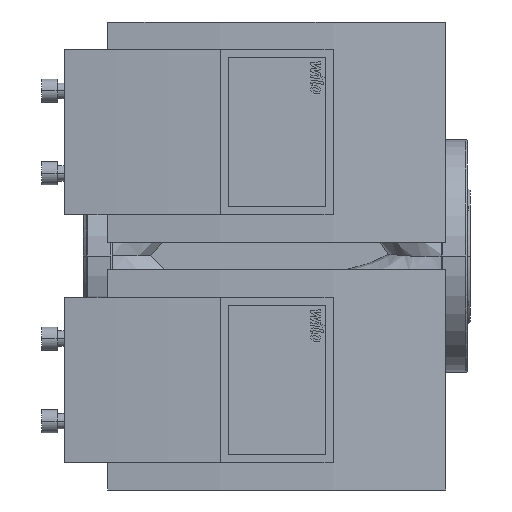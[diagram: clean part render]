
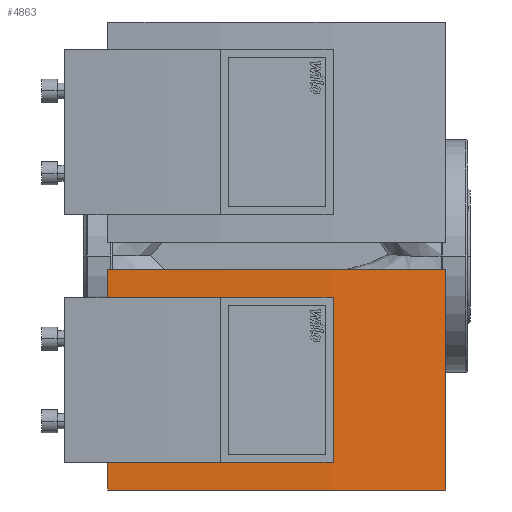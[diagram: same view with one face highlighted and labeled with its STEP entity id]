
A CAD part, front view. The second image highlights one B-rep face of the part: STEP entity #4863.
In plain terms, the highlighted free-form (B-spline) face has degree [1, 2] with [2, 9] control points.
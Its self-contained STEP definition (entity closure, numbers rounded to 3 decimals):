
#4767=CARTESIAN_POINT('',(234.0,-317.843,-151.0));
#4768=VERTEX_POINT('',#4767);
#4775=CARTESIAN_POINT('',(16.,-317.843,-151.0));
#4776=VERTEX_POINT('',#4775);
#4777=CARTESIAN_POINT('',(125.,831.4,-151.));
#4778=DIRECTION('',(0.,0.,-1.));
#4779=DIRECTION('',(-0.094,0.996,0.));
#4780=AXIS2_PLACEMENT_3D('',#4777,#4778,#4779);
#4781=CIRCLE('',#4780,1154.4);
#4782=EDGE_CURVE('',#4768,#4776,#4781,.T.);
#4799=CARTESIAN_POINT('',(16.,-317.843,-9.));
#4800=VERTEX_POINT('',#4799);
#4809=CARTESIAN_POINT('',(16.,-317.843,-9.));
#4810=DIRECTION('',(0.0,0.0,-1.0));
#4811=VECTOR('',#4810,142.0);
#4812=LINE('',#4809,#4811);
#4813=EDGE_CURVE('',#4800,#4776,#4812,.T.);
#4818=CARTESIAN_POINT('',(234.,-317.843,-151.0));
#4819=CARTESIAN_POINT('',(234.,-317.843,-9.));
#4820=CARTESIAN_POINT('',(-915.243,-426.843,-151.));
#4821=CARTESIAN_POINT('',(-915.243,-426.843,-9.));
#4822=CARTESIAN_POINT('',(-1024.243,722.4,-151.));
#4823=CARTESIAN_POINT('',(-1024.243,722.4,-9.));
#4824=CARTESIAN_POINT('',(-1133.243,1871.643,-151.));
#4825=CARTESIAN_POINT('',(-1133.243,1871.643,-9.));
#4826=CARTESIAN_POINT('',(16.,1980.643,-151.));
#4827=CARTESIAN_POINT('',(16.,1980.643,-9.));
#4828=CARTESIAN_POINT('',(1165.243,2089.643,-151.));
#4829=CARTESIAN_POINT('',(1165.243,2089.643,-9.));
#4830=CARTESIAN_POINT('',(1274.243,940.4,-151.));
#4831=CARTESIAN_POINT('',(1274.243,940.4,-9.));
#4832=CARTESIAN_POINT('',(1383.243,-208.843,-151.));
#4833=CARTESIAN_POINT('',(1383.243,-208.843,-9.));
#4834=CARTESIAN_POINT('',(234.,-317.843,-151.0));
#4835=CARTESIAN_POINT('',(234.,-317.843,-9.));
#4843=(BOUNDED_SURFACE()B_SPLINE_SURFACE(1,2,((#4818,#4820,#4822,#4824,#4826,#4828,#4830,#4832,#4834),(#4819,#4821,#4823,#4825,#4827,#4829,#4831,#4833,#4835)),.UNSPECIFIED.,.F.,.T.,.U.)B_SPLINE_SURFACE_WITH_KNOTS((2,2),(3,2,2,2,3),(-0.062,0.062),(0.0,1813.327,3626.655,5439.982,7253.309),.UNSPECIFIED.)GEOMETRIC_REPRESENTATION_ITEM()RATIONAL_B_SPLINE_SURFACE(((1.0,0.707,1.0,0.707,1.0,0.707,1.0,0.707,1.0),(1.0,0.707,1.0,0.707,1.0,0.707,1.0,0.707,1.0)))REPRESENTATION_ITEM('')SURFACE());
#4844=CARTESIAN_POINT('',(234.0,-317.843,-9.));
#4845=VERTEX_POINT('',#4844);
#4846=CARTESIAN_POINT('',(125.,831.4,-9.));
#4847=DIRECTION('',(0.,0.,1.));
#4848=DIRECTION('',(-0.094,0.996,0.));
#4849=AXIS2_PLACEMENT_3D('',#4846,#4847,#4848);
#4850=CIRCLE('',#4849,1154.4);
#4851=EDGE_CURVE('',#4800,#4845,#4850,.T.);
#4852=ORIENTED_EDGE('',*,*,#4851,.F.);
#4853=ORIENTED_EDGE('',*,*,#4813,.T.);
#4854=ORIENTED_EDGE('',*,*,#4782,.F.);
#4855=CARTESIAN_POINT('',(234.0,-317.843,-9.));
#4856=DIRECTION('',(0.0,0.0,-1.0));
#4857=VECTOR('',#4856,142.0);
#4858=LINE('',#4855,#4857);
#4859=EDGE_CURVE('',#4845,#4768,#4858,.T.);
#4860=ORIENTED_EDGE('',*,*,#4859,.F.);
#4861=EDGE_LOOP('',(#4852,#4853,#4854,#4860));
#4862=FACE_OUTER_BOUND('',#4861,.T.);
#4863=ADVANCED_FACE('',(#4862),#4843,.T.);
